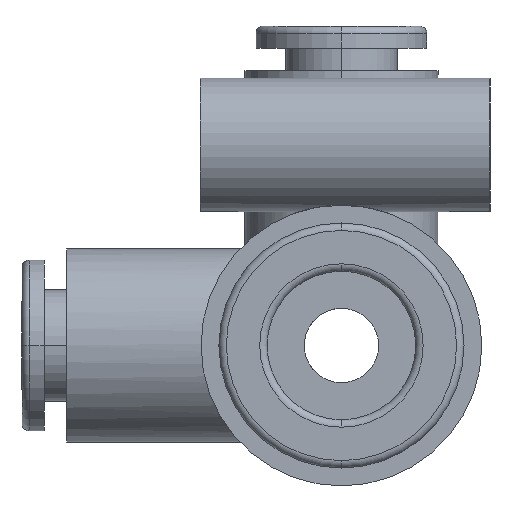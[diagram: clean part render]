
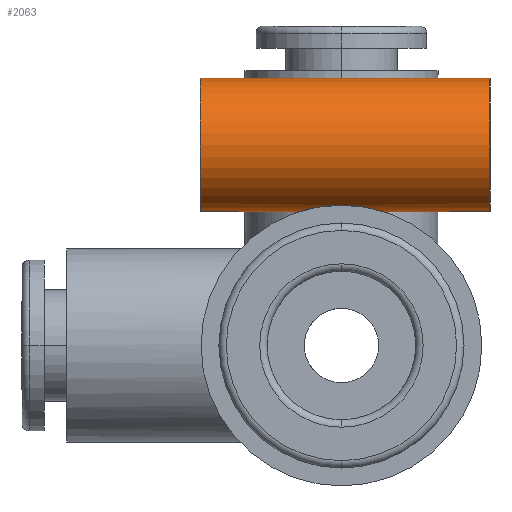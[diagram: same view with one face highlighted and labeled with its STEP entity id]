
A CAD part, left-side view. The second image highlights one B-rep face of the part: STEP entity #2063.
In plain terms, the highlighted cylindrical face has radius 4.5 mm (diameter 9 mm), a partial arc.
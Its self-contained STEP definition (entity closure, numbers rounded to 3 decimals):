
#38 = VERTEX_POINT ( 'NONE', #2276 ) ;
#40 = VERTEX_POINT ( 'NONE', #2196 ) ;
#132 = VERTEX_POINT ( 'NONE', #2360 ) ;
#181 = VERTEX_POINT ( 'NONE', #2482 ) ;
#187 = VERTEX_POINT ( 'NONE', #2821 ) ;
#190 = EDGE_CURVE ( 'NONE', #38, #187, #2750, .T. ) ;
#193 = VERTEX_POINT ( 'NONE', #2608 ) ;
#196 = EDGE_CURVE ( 'NONE', #132, #40, #2637, .T. ) ;
#203 = EDGE_CURVE ( 'NONE', #181, #193, #2633, .T. ) ;
#804 = VERTEX_POINT ( 'NONE', #3953 ) ;
#893 = EDGE_CURVE ( 'NONE', #804, #193, #4200, .T. ) ;
#929 = EDGE_CURVE ( 'NONE', #132, #804, #4103, .T. ) ;
#2062 = ORIENTED_EDGE ( 'NONE', *, *, #2067, .F. ) ;
#2063 = ADVANCED_FACE ( 'NONE', ( #6159 ), #6223, .T. ) ;
#2065 = ORIENTED_EDGE ( 'NONE', *, *, #196, .T. ) ;
#2066 = ORIENTED_EDGE ( 'NONE', *, *, #893, .F. ) ;
#2067 = EDGE_CURVE ( 'NONE', #181, #38, #6160, .T. ) ;
#2074 = EDGE_LOOP ( 'NONE', ( #2096, #2062, #2097, #2066, #2099, #2065, #2100 ) ) ;
#2093 = EDGE_CURVE ( 'NONE', #40, #187, #5633, .T. ) ;
#2096 = ORIENTED_EDGE ( 'NONE', *, *, #190, .F. ) ;
#2097 = ORIENTED_EDGE ( 'NONE', *, *, #203, .T. ) ;
#2099 = ORIENTED_EDGE ( 'NONE', *, *, #929, .F. ) ;
#2100 = ORIENTED_EDGE ( 'NONE', *, *, #2093, .T. ) ;
#2196 = CARTESIAN_POINT ( 'NONE',  ( -23.5, -10., 9. ) ) ;
#2276 = CARTESIAN_POINT ( 'NONE',  ( -23.5, 9.5, 18. ) ) ;
#2360 = CARTESIAN_POINT ( 'NONE',  ( -23.5, -2.881, 9. ) ) ;
#2482 = CARTESIAN_POINT ( 'NONE',  ( -23.5, 9.5, 9. ) ) ;
#2608 = CARTESIAN_POINT ( 'NONE',  ( -23.5, 2.881, 9. ) ) ;
#2631 = DIRECTION ( 'NONE',  ( 0., -1., 0. ) ) ;
#2632 = VECTOR ( 'NONE', #2631, 1000. ) ;
#2633 = LINE ( 'NONE', #2760, #2632 ) ;
#2635 = DIRECTION ( 'NONE',  ( 0., -1., 0. ) ) ;
#2636 = VECTOR ( 'NONE', #2635, 1000. ) ;
#2637 = LINE ( 'NONE', #2758, #2636 ) ;
#2748 = DIRECTION ( 'NONE',  ( 0., -1., 0. ) ) ;
#2749 = VECTOR ( 'NONE', #2748, 1000. ) ;
#2750 = LINE ( 'NONE', #2761, #2749 ) ;
#2758 = CARTESIAN_POINT ( 'NONE',  ( -23.5, 9.5, 9. ) ) ;
#2760 = CARTESIAN_POINT ( 'NONE',  ( -23.5, 9.5, 9. ) ) ;
#2761 = CARTESIAN_POINT ( 'NONE',  ( -23.5, 9.5, 18. ) ) ;
#2821 = CARTESIAN_POINT ( 'NONE',  ( -23.5, -10., 18. ) ) ;
#3953 = CARTESIAN_POINT ( 'NONE',  ( -25.462, 0., 9.45 ) ) ;
#3982 = CARTESIAN_POINT ( 'NONE',  ( -25.462, 0., 9.45 ) ) ;
#3983 = CARTESIAN_POINT ( 'NONE',  ( -25.462, -0.322, 9.45 ) ) ;
#3984 = CARTESIAN_POINT ( 'NONE',  ( -25.429, -0.643, 9.433 ) ) ;
#3985 = CARTESIAN_POINT ( 'NONE',  ( -25.287, -1.274, 9.369 ) ) ;
#4089 = CARTESIAN_POINT ( 'NONE',  ( -25.181, -1.574, 9.322 ) ) ;
#4090 = CARTESIAN_POINT ( 'NONE',  ( -24.947, -1.995, 9.238 ) ) ;
#4091 = CARTESIAN_POINT ( 'NONE',  ( -24.857, -2.128, 9.208 ) ) ;
#4092 = CARTESIAN_POINT ( 'NONE',  ( -24.652, -2.37, 9.149 ) ) ;
#4093 = CARTESIAN_POINT ( 'NONE',  ( -24.535, -2.482, 9.119 ) ) ;
#4094 = CARTESIAN_POINT ( 'NONE',  ( -24.275, -2.671, 9.065 ) ) ;
#4095 = CARTESIAN_POINT ( 'NONE',  ( -24.131, -2.748, 9.042 ) ) ;
#4096 = CARTESIAN_POINT ( 'NONE',  ( -23.826, -2.853, 9.009 ) ) ;
#4097 = CARTESIAN_POINT ( 'NONE',  ( -23.662, -2.881, 9. ) ) ;
#4098 = CARTESIAN_POINT ( 'NONE',  ( -23.5, -2.881, 9. ) ) ;
#4103 = B_SPLINE_CURVE_WITH_KNOTS ( 'NONE', 3,
 ( #4098, #4097, #4096, #4095, #4094, #4093, #4092, #4091, #4090, #4089, #3985, #3984, #3983, #3982 ),
 .UNSPECIFIED., .F., .F.,
 ( 4, 2, 2, 2, 2, 2, 4 ),
 ( 0.008, 0.008, 0.009, 0.009, 0.01, 0.011, 0.012 ),
 .UNSPECIFIED. ) ;
#4181 = CARTESIAN_POINT ( 'NONE',  ( -23.5, 2.881, 9. ) ) ;
#4182 = CARTESIAN_POINT ( 'NONE',  ( -23.664, 2.881, 9. ) ) ;
#4183 = CARTESIAN_POINT ( 'NONE',  ( -23.828, 2.853, 9.009 ) ) ;
#4184 = CARTESIAN_POINT ( 'NONE',  ( -24.132, 2.747, 9.042 ) ) ;
#4185 = CARTESIAN_POINT ( 'NONE',  ( -24.277, 2.669, 9.066 ) ) ;
#4186 = CARTESIAN_POINT ( 'NONE',  ( -24.536, 2.482, 9.119 ) ) ;
#4187 = CARTESIAN_POINT ( 'NONE',  ( -24.653, 2.37, 9.149 ) ) ;
#4188 = CARTESIAN_POINT ( 'NONE',  ( -24.859, 2.126, 9.209 ) ) ;
#4189 = CARTESIAN_POINT ( 'NONE',  ( -24.948, 1.994, 9.238 ) ) ;
#4190 = CARTESIAN_POINT ( 'NONE',  ( -25.103, 1.714, 9.294 ) ) ;
#4191 = CARTESIAN_POINT ( 'NONE',  ( -25.169, 1.566, 9.321 ) ) ;
#4192 = CARTESIAN_POINT ( 'NONE',  ( -25.278, 1.268, 9.366 ) ) ;
#4193 = CARTESIAN_POINT ( 'NONE',  ( -25.322, 1.115, 9.385 ) ) ;
#4194 = CARTESIAN_POINT ( 'NONE',  ( -25.427, 0.648, 9.433 ) ) ;
#4195 = CARTESIAN_POINT ( 'NONE',  ( -25.462, 0.321, 9.45 ) ) ;
#4196 = CARTESIAN_POINT ( 'NONE',  ( -25.462, 0., 9.45 ) ) ;
#4200 = B_SPLINE_CURVE_WITH_KNOTS ( 'NONE', 3,
 ( #4196, #4195, #4194, #4193, #4192, #4191, #4190, #4189, #4188, #4187, #4186, #4185, #4184, #4183, #4182, #4181 ),
 .UNSPECIFIED., .F., .F.,
 ( 4, 2, 2, 2, 2, 2, 2, 4 ),
 ( 0.012, 0.013, 0.013, 0.014, 0.014, 0.015, 0.015, 0.015 ),
 .UNSPECIFIED. ) ;
#5633 = CIRCLE ( 'NONE', #5702, 4.5 ) ;
#5667 = DIRECTION ( 'NONE',  ( 0., 1., 0. ) ) ;
#5668 = CARTESIAN_POINT ( 'NONE',  ( -23.5, -10., 13.5 ) ) ;
#5702 = AXIS2_PLACEMENT_3D ( 'NONE', #5668, #5667, #5993 ) ;
#5993 = DIRECTION ( 'NONE',  ( 0., 0., 1. ) ) ;
#6149 = DIRECTION ( 'NONE',  ( 0., -1., 0. ) ) ;
#6156 = CARTESIAN_POINT ( 'NONE',  ( -23.5, 9.5, 13.5 ) ) ;
#6157 = CARTESIAN_POINT ( 'NONE',  ( -23.5, 9.5, 13.5 ) ) ;
#6159 = FACE_OUTER_BOUND ( 'NONE', #2074, .T. ) ;
#6160 = CIRCLE ( 'NONE', #6247, 4.5 ) ;
#6223 = CYLINDRICAL_SURFACE ( 'NONE', #6250, 4.5 ) ;
#6245 = DIRECTION ( 'NONE',  ( 0., 0., 1. ) ) ;
#6246 = DIRECTION ( 'NONE',  ( 0., 1., 0. ) ) ;
#6247 = AXIS2_PLACEMENT_3D ( 'NONE', #6157, #6246, #6245 ) ;
#6249 = DIRECTION ( 'NONE',  ( 0., 0., -1. ) ) ;
#6250 = AXIS2_PLACEMENT_3D ( 'NONE', #6156, #6149, #6249 ) ;
